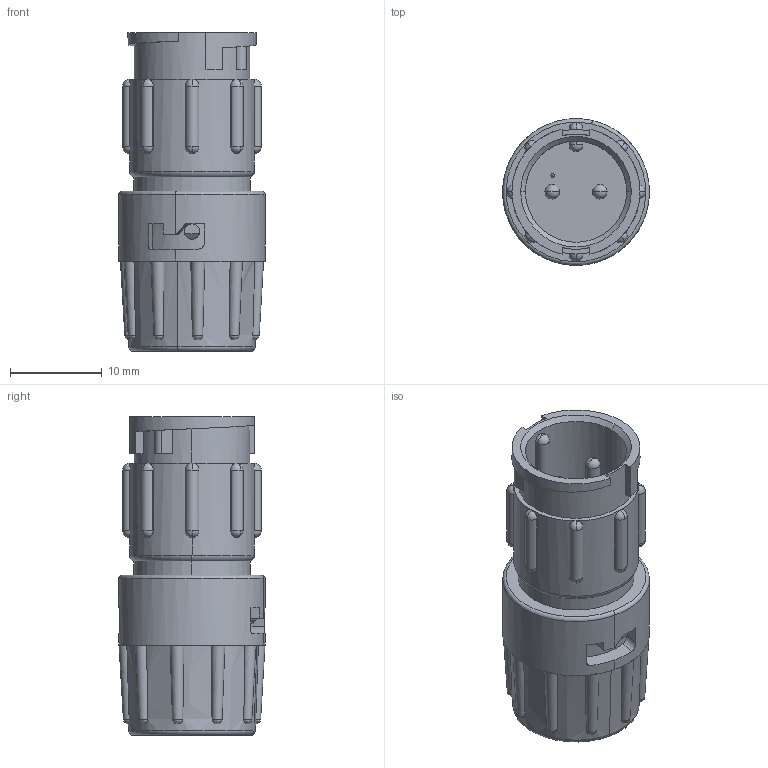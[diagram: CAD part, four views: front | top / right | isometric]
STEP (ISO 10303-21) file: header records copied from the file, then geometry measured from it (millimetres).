
FILE_DESCRIPTION (( 'STEP AP203' ), '1' );
FILE_NAME ('8382-2PG-3XX.STEP', '2021-07-01T18:48:32', ( '' ), ( '' ), 'SwSTEP 2.0', 'SolidWorks 2020', '' );
FILE_SCHEMA (( 'CONFIG_CONTROL_DESIGN' ));
Length unit declared in the file: millimetre
Products named in the file (1): 8382-2PG-3XX
Bounding box: 16 x 16 x 34.78 mm (x, y, z)
Volume: 4744 mm3; surface area: 2571.1 mm2
Topology: 1 solids, 1 shells, 183 faces, 536 edges, 325 vertices
Faces by surface type: cylinder 60, plane 53, sphere 38, bspline 22, torus 6, cone 4
Entity records: 9959 total; most frequent: CARTESIAN_POINT 5535, ORIENTED_EDGE 978, DIRECTION 858, EDGE_CURVE 489, AXIS2_PLACEMENT_3D 360, VERTEX_POINT 316, CIRCLE 198, EDGE_LOOP 191
